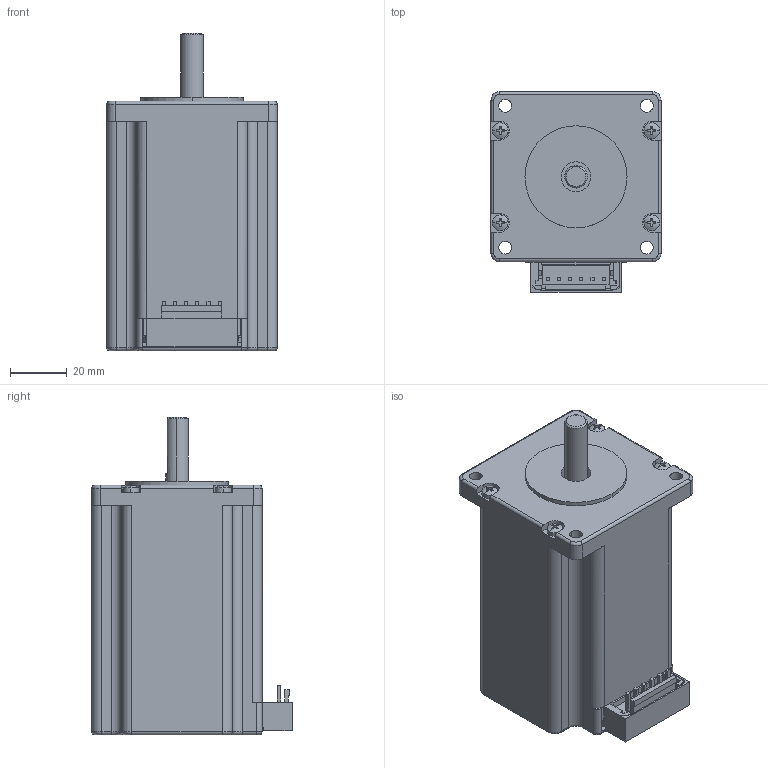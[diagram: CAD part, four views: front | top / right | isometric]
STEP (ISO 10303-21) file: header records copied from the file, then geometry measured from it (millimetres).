
FILE_DESCRIPTION((''),'2;1');
FILE_NAME('FL60STH86-2804AFC_SW0002','2021-03-18T15:07:07',('guhaibo'),(''),'CREO PARAMETRIC BY PTC INC, 2017110','CREO PARAMETRIC BY PTC INC, 2017110','');
FILE_SCHEMA(('CONFIG_CONTROL_DESIGN'));
Length unit declared in the file: millimetre
Products named in the file (1): FL60STH86-2804AFC_SW0002
Bounding box: 60 x 70.6 x 112 mm (x, y, z)
Surface area: 61175 mm2 (no closed solid volume)
Topology: 0 solids, 21 shells, 584 faces, 3064 edges, 2404 vertices
Faces by surface type: plane 427, cylinder 123, torus 16, sphere 8, bspline 6, cone 4
Entity records: 30720 total; most frequent: CARTESIAN_POINT 6859, DIRECTION 4711, ORIENTED_EDGE 4513, EDGE_CURVE 3060, VERTEX_POINT 2404, VECTOR 2391, LINE 2391, AXIS2_PLACEMENT_3D 1160
